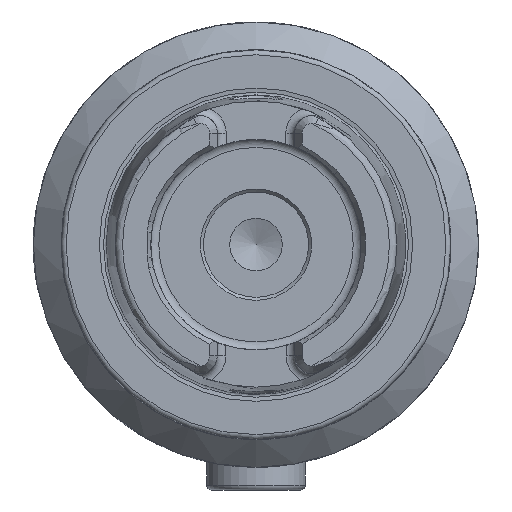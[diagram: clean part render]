
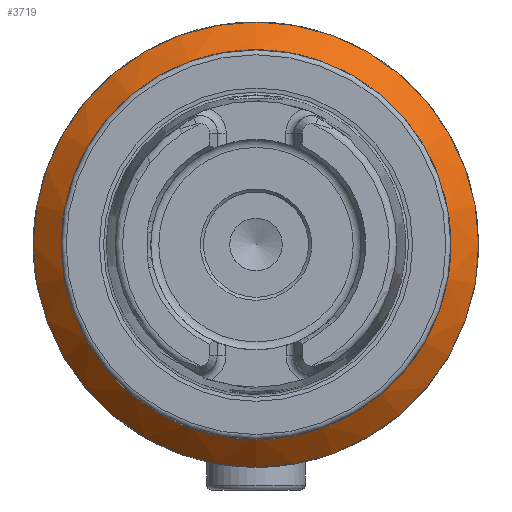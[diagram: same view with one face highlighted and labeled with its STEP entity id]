
A CAD part, left-side view. The second image highlights one B-rep face of the part: STEP entity #3719.
In plain terms, the highlighted conical face has half-angle 45 degrees and reference radius 36 mm.
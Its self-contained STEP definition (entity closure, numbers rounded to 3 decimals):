
#2768 = CIRCLE ( 'NONE', #4066, 36. ) ;
#3569 = ORIENTED_EDGE ( 'NONE', *, *, #10051, .T. ) ;
#3719 = ADVANCED_FACE ( 'NONE', ( #21277, #22675 ), #11439, .T. ) ;
#4066 = AXIS2_PLACEMENT_3D ( 'NONE', #7746, #19162, #18966 ) ;
#5626 = DIRECTION ( 'NONE',  ( 0., 0., -1. ) ) ;
#7746 = CARTESIAN_POINT ( 'NONE',  ( -60., 0., 0. ) ) ;
#9830 = ORIENTED_EDGE ( 'NONE', *, *, #10856, .F. ) ;
#10051 = EDGE_CURVE ( 'NONE', #28053, #28053, #17647, .T. ) ;
#10127 = CARTESIAN_POINT ( 'NONE',  ( -60., 0., 0. ) ) ;
#10148 = VERTEX_POINT ( 'NONE', #25896 ) ;
#10856 = EDGE_CURVE ( 'NONE', #10148, #10148, #2768, .T. ) ;
#11439 = CONICAL_SURFACE ( 'NONE', #27760, 36., 0.785 ) ;
#13656 = EDGE_LOOP ( 'NONE', ( #3569 ) ) ;
#14759 = DIRECTION ( 'NONE',  ( 0., 0., -1. ) ) ;
#14923 = CARTESIAN_POINT ( 'NONE',  ( -70., 0., -26. ) ) ;
#17647 = CIRCLE ( 'NONE', #21422, 26. ) ;
#18966 = DIRECTION ( 'NONE',  ( 0., 0., -1. ) ) ;
#19162 = DIRECTION ( 'NONE',  ( 1., 0., 0. ) ) ;
#19420 = DIRECTION ( 'NONE',  ( 1., 0., 0. ) ) ;
#21277 = FACE_BOUND ( 'NONE', #13656, .T. ) ;
#21422 = AXIS2_PLACEMENT_3D ( 'NONE', #25685, #19420, #5626 ) ;
#21520 = DIRECTION ( 'NONE',  ( 1., 0., 0. ) ) ;
#22675 = FACE_OUTER_BOUND ( 'NONE', #28902, .T. ) ;
#25685 = CARTESIAN_POINT ( 'NONE',  ( -70., 0., 0. ) ) ;
#25896 = CARTESIAN_POINT ( 'NONE',  ( -60., 0., -36. ) ) ;
#27760 = AXIS2_PLACEMENT_3D ( 'NONE', #10127, #21520, #14759 ) ;
#28053 = VERTEX_POINT ( 'NONE', #14923 ) ;
#28902 = EDGE_LOOP ( 'NONE', ( #9830 ) ) ;
